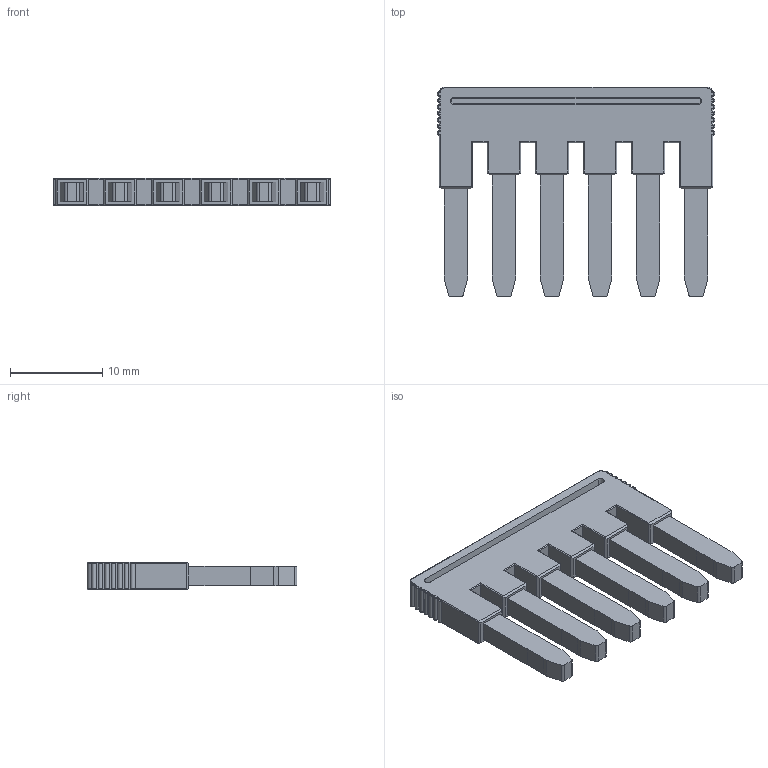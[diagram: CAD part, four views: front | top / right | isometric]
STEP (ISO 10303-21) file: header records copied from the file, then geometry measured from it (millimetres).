
FILE_DESCRIPTION((''),'2;1');
FILE_NAME('10-5','2022-05-12T',('ASUS'),(''),'PRO/ENGINEER BY PARAMETRIC TECHNOLOGY CORPORATION, 2013230','PRO/ENGINEER BY PARAMETRIC TECHNOLOGY CORPORATION, 2013230','');
FILE_SCHEMA(('CONFIG_CONTROL_DESIGN'));
Length unit declared in the file: millimetre
Products named in the file (1): 10-5
Bounding box: 30 x 22.7 x 3 mm (x, y, z)
Volume: 1140 mm3; surface area: 1685.3 mm2
Topology: 1 solids, 9 shells, 290 faces, 712 edges, 448 vertices
Faces by surface type: plane 150, cylinder 104, torus 32, cone 4
Entity records: 8718 total; most frequent: CARTESIAN_POINT 2006, ORIENTED_EDGE 1424, DIRECTION 1300, EDGE_CURVE 712, VECTOR 456, LINE 456, VERTEX_POINT 448, AXIS2_PLACEMENT_3D 422
